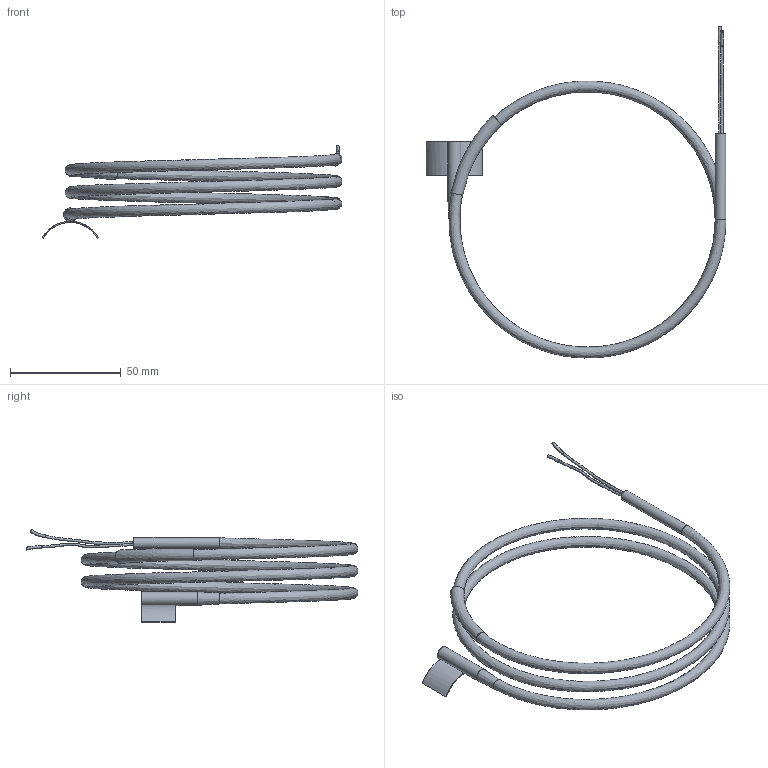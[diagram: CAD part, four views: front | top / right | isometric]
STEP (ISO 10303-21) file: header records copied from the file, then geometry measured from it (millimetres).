
FILE_DESCRIPTION(/* description */ (''),/* implementation_level */ '2;1');
FILE_NAME(/* name */ '01ST_1x3.stp',/* time_stamp */ '2017-10-05T16:12:31+02:00',/* author */ (''),/* organization */ (''),/* preprocessor_version */ 'ST-DEVELOPER v11',/* originating_system */ 'SIEMENS UGS NX 6.0',/* authorisation */ '');
FILE_SCHEMA (('AUTOMOTIVE_DESIGN { 1 0 10303 214 1 1 1 1 }'));
Length unit declared in the file: millimetre
Products named in the file (1): areg6DCBcnic
Bounding box: 135.15 x 149.59 x 41.79 mm (x, y, z)
Volume: 233 mm3; surface area: 16940.1 mm2
Topology: 1 solids, 24 shells, 26 faces, 84 edges, 74 vertices
Faces by surface type: plane 13, bspline 8, cylinder 5
Full cylindrical faces by diameter (mm): 4.8 x1, 6 x1
Entity records: 2831 total; most frequent: CARTESIAN_POINT 2108, ORIENTED_EDGE 73, VERTEX_POINT 71, EDGE_CURVE 71, B_SPLINE_CURVE_WITH_KNOTS 71, EDGE_LOOP 41, DIRECTION 40, FACE_BOUND 30
